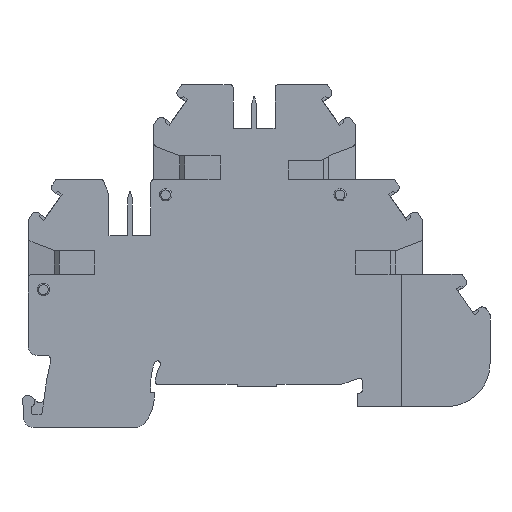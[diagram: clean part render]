
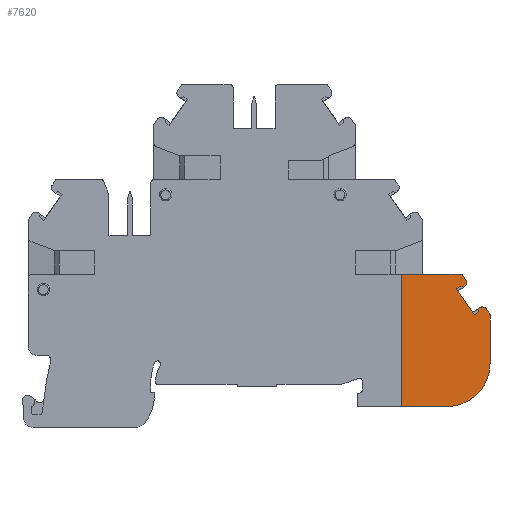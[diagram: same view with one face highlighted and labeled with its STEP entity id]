
A CAD part, front view. The second image highlights one B-rep face of the part: STEP entity #7620.
In plain terms, the highlighted planar face has unit normal (0, -1, 0).
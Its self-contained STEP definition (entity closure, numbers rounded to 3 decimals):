
#299=CIRCLE('',#8084,0.75);
#308=CIRCLE('',#8097,0.75);
#309=CIRCLE('',#8098,0.25);
#310=CIRCLE('',#8099,7.);
#311=CIRCLE('',#8100,0.25);
#312=CIRCLE('',#8101,0.75);
#1816=ORIENTED_EDGE('',*,*,#2670,.F.);
#1817=ORIENTED_EDGE('',*,*,#2639,.F.);
#1818=ORIENTED_EDGE('',*,*,#2645,.F.);
#1819=ORIENTED_EDGE('',*,*,#2671,.F.);
#1820=ORIENTED_EDGE('',*,*,#2672,.F.);
#1821=ORIENTED_EDGE('',*,*,#2643,.F.);
#1822=ORIENTED_EDGE('',*,*,#2673,.F.);
#1823=ORIENTED_EDGE('',*,*,#2674,.F.);
#1824=ORIENTED_EDGE('',*,*,#2675,.F.);
#1825=ORIENTED_EDGE('',*,*,#2676,.T.);
#1826=ORIENTED_EDGE('',*,*,#2677,.F.);
#1827=ORIENTED_EDGE('',*,*,#2678,.F.);
#1828=ORIENTED_EDGE('',*,*,#2679,.F.);
#1829=ORIENTED_EDGE('',*,*,#2680,.F.);
#1830=ORIENTED_EDGE('',*,*,#2681,.F.);
#1831=ORIENTED_EDGE('',*,*,#2682,.T.);
#1832=ORIENTED_EDGE('',*,*,#2683,.F.);
#1833=ORIENTED_EDGE('',*,*,#2648,.F.);
#1834=ORIENTED_EDGE('',*,*,#2684,.F.);
#1835=ORIENTED_EDGE('',*,*,#2685,.F.);
#1836=ORIENTED_EDGE('',*,*,#2686,.F.);
#2639=EDGE_CURVE('',#3201,#3199,#3790,.T.);
#2643=EDGE_CURVE('',#3205,#3203,#3794,.T.);
#2645=EDGE_CURVE('',#3206,#3201,#3796,.T.);
#2648=EDGE_CURVE('',#3208,#3210,#299,.T.);
#2670=EDGE_CURVE('',#3199,#3228,#3812,.T.);
#2671=EDGE_CURVE('',#3229,#3206,#3813,.T.);
#2672=EDGE_CURVE('',#3203,#3229,#3814,.T.);
#2673=EDGE_CURVE('',#3230,#3205,#3815,.T.);
#2674=EDGE_CURVE('',#3231,#3230,#308,.T.);
#2675=EDGE_CURVE('',#3232,#3231,#3816,.T.);
#2676=EDGE_CURVE('',#3232,#3233,#309,.F.);
#2677=EDGE_CURVE('',#3234,#3233,#3817,.T.);
#2678=EDGE_CURVE('',#3235,#3234,#3818,.T.);
#2679=EDGE_CURVE('',#3236,#3235,#3819,.T.);
#2680=EDGE_CURVE('',#3237,#3236,#310,.T.);
#2681=EDGE_CURVE('',#3238,#3237,#3820,.T.);
#2682=EDGE_CURVE('',#3238,#3239,#311,.F.);
#2683=EDGE_CURVE('',#3210,#3239,#3821,.T.);
#2684=EDGE_CURVE('',#3240,#3208,#312,.T.);
#2685=EDGE_CURVE('',#3241,#3240,#3822,.T.);
#2686=EDGE_CURVE('',#3228,#3241,#3823,.T.);
#3199=VERTEX_POINT('',#11216);
#3201=VERTEX_POINT('',#11220);
#3203=VERTEX_POINT('',#11225);
#3205=VERTEX_POINT('',#11229);
#3206=VERTEX_POINT('',#11233);
#3208=VERTEX_POINT('',#11239);
#3210=VERTEX_POINT('',#11242);
#3228=VERTEX_POINT('',#11286);
#3229=VERTEX_POINT('',#11288);
#3230=VERTEX_POINT('',#11291);
#3231=VERTEX_POINT('',#11293);
#3232=VERTEX_POINT('',#11295);
#3233=VERTEX_POINT('',#11297);
#3234=VERTEX_POINT('',#11299);
#3235=VERTEX_POINT('',#11301);
#3236=VERTEX_POINT('',#11303);
#3237=VERTEX_POINT('',#11305);
#3238=VERTEX_POINT('',#11307);
#3239=VERTEX_POINT('',#11309);
#3240=VERTEX_POINT('',#11312);
#3241=VERTEX_POINT('',#11314);
#3790=LINE('',#11221,#4386);
#3794=LINE('',#11230,#4390);
#3796=LINE('',#11235,#4392);
#3812=LINE('',#11285,#4408);
#3813=LINE('',#11287,#4409);
#3814=LINE('',#11289,#4410);
#3815=LINE('',#11290,#4411);
#3816=LINE('',#11294,#4412);
#3817=LINE('',#11298,#4413);
#3818=LINE('',#11300,#4414);
#3819=LINE('',#11302,#4415);
#3820=LINE('',#11306,#4416);
#3821=LINE('',#11310,#4417);
#3822=LINE('',#11313,#4418);
#3823=LINE('',#11315,#4419);
#4386=VECTOR('',#9545,1000.);
#4390=VECTOR('',#9551,1000.);
#4392=VECTOR('',#9555,1000.);
#4408=VECTOR('',#9599,1000.);
#4409=VECTOR('',#9600,1000.);
#4410=VECTOR('',#9601,1000.);
#4411=VECTOR('',#9602,1000.);
#4412=VECTOR('',#9605,1000.);
#4413=VECTOR('',#9608,1000.);
#4414=VECTOR('',#9609,1000.);
#4415=VECTOR('',#9610,1000.);
#4416=VECTOR('',#9613,1000.);
#4417=VECTOR('',#9616,1000.);
#4418=VECTOR('',#9619,1000.);
#4419=VECTOR('',#9620,1000.);
#4749=EDGE_LOOP('',(#1816,#1817,#1818,#1819,#1820,#1821,#1822,#1823,#1824,
#1825,#1826,#1827,#1828,#1829,#1830,#1831,#1832,#1833,#1834,#1835,#1836));
#5082=FACE_BOUND('',#4749,.T.);
#5286=PLANE('',#8096);
#7620=ADVANCED_FACE('',(#5082),#5286,.F.);
#8084=AXIS2_PLACEMENT_3D('',#11241,#9560,#9561);
#8096=AXIS2_PLACEMENT_3D('',#11284,#9597,#9598);
#8097=AXIS2_PLACEMENT_3D('',#11292,#9603,#9604);
#8098=AXIS2_PLACEMENT_3D('',#11296,#9606,#9607);
#8099=AXIS2_PLACEMENT_3D('',#11304,#9611,#9612);
#8100=AXIS2_PLACEMENT_3D('',#11308,#9614,#9615);
#8101=AXIS2_PLACEMENT_3D('',#11311,#9617,#9618);
#9545=DIRECTION('',(0.574,0.,-0.819));
#9551=DIRECTION('',(-0.966,0.,0.259));
#9555=DIRECTION('',(-0.819,0.,-0.574));
#9560=DIRECTION('',(0.,1.,0.));
#9561=DIRECTION('',(1.,0.,0.));
#9597=DIRECTION('',(0.,1.,0.));
#9598=DIRECTION('',(0.,0.,1.));
#9599=DIRECTION('',(0.819,0.,0.574));
#9600=DIRECTION('',(-0.966,0.,0.259));
#9601=DIRECTION('',(-0.819,0.,-0.574));
#9602=DIRECTION('',(-0.819,0.,-0.574));
#9603=DIRECTION('',(0.,1.,0.));
#9604=DIRECTION('',(-1.,0.,0.));
#9605=DIRECTION('',(0.574,0.,-0.819));
#9606=DIRECTION('',(0.,1.,0.));
#9607=DIRECTION('',(0.,0.,1.));
#9608=DIRECTION('',(1.,0.,0.));
#9609=DIRECTION('',(0.,0.,1.));
#9610=DIRECTION('',(-1.,0.,0.));
#9611=DIRECTION('',(0.,1.,0.));
#9612=DIRECTION('',(1.,0.,0.));
#9613=DIRECTION('',(0.,0.,-1.));
#9614=DIRECTION('',(0.,1.,0.));
#9615=DIRECTION('',(0.,0.,1.));
#9616=DIRECTION('',(0.574,0.,-0.819));
#9617=DIRECTION('',(0.,1.,0.));
#9618=DIRECTION('',(1.,0.,0.));
#9619=DIRECTION('',(0.819,0.,0.574));
#9620=DIRECTION('',(0.087,0.,0.996));
#11216=CARTESIAN_POINT('',(44.568,-3.01,-26.885));
#11220=CARTESIAN_POINT('',(41.588,-3.01,-22.63));
#11221=CARTESIAN_POINT('',(41.588,-3.01,-22.63));
#11225=CARTESIAN_POINT('',(42.748,-3.01,-22.36));
#11229=CARTESIAN_POINT('',(42.756,-3.01,-22.362));
#11230=CARTESIAN_POINT('',(42.756,-3.01,-22.362));
#11233=CARTESIAN_POINT('',(42.186,-3.01,-22.212));
#11235=CARTESIAN_POINT('',(42.188,-3.01,-22.21));
#11239=CARTESIAN_POINT('',(45.885,-3.01,-25.582));
#11241=CARTESIAN_POINT('',(45.89,-3.01,-26.332));
#11242=CARTESIAN_POINT('',(46.504,-3.01,-25.902));
#11284=CARTESIAN_POINT('',(42.563,-3.01,-21.581));
#11285=CARTESIAN_POINT('',(45.161,-3.01,-26.469));
#11286=CARTESIAN_POINT('',(45.161,-3.01,-26.469));
#11287=CARTESIAN_POINT('',(42.746,-3.01,-22.362));
#11288=CARTESIAN_POINT('',(42.746,-3.01,-22.362));
#11289=CARTESIAN_POINT('',(42.983,-3.01,-22.196));
#11290=CARTESIAN_POINT('',(42.993,-3.01,-22.196));
#11291=CARTESIAN_POINT('',(42.993,-3.01,-22.196));
#11292=CARTESIAN_POINT('',(42.563,-3.01,-21.581));
#11293=CARTESIAN_POINT('',(43.177,-3.01,-21.151));
#11294=CARTESIAN_POINT('',(42.546,-3.01,-20.25));
#11295=CARTESIAN_POINT('',(42.621,-3.01,-20.357));
#11296=CARTESIAN_POINT('',(42.416,-3.01,-20.5));
#11297=CARTESIAN_POINT('',(42.416,-3.01,-20.25));
#11298=CARTESIAN_POINT('',(32.635,-3.01,-20.25));
#11299=CARTESIAN_POINT('',(32.635,-3.01,-20.25));
#11300=CARTESIAN_POINT('',(32.635,-3.01,-20.25));
#11301=CARTESIAN_POINT('',(32.635,-3.01,-41.85));
#11302=CARTESIAN_POINT('',(40.135,-3.01,-41.85));
#11303=CARTESIAN_POINT('',(40.135,-3.01,-41.85));
#11304=CARTESIAN_POINT('',(40.135,-3.01,-34.85));
#11305=CARTESIAN_POINT('',(47.135,-3.01,-34.85));
#11306=CARTESIAN_POINT('',(47.135,-3.01,-26.803));
#11307=CARTESIAN_POINT('',(47.135,-3.01,-26.882));
#11308=CARTESIAN_POINT('',(46.885,-3.01,-26.882));
#11309=CARTESIAN_POINT('',(47.09,-3.01,-26.739));
#11310=CARTESIAN_POINT('',(47.135,-3.01,-26.803));
#11311=CARTESIAN_POINT('',(45.88,-3.01,-26.332));
#11312=CARTESIAN_POINT('',(45.449,-3.01,-25.718));
#11313=CARTESIAN_POINT('',(45.449,-3.01,-25.718));
#11314=CARTESIAN_POINT('',(45.212,-3.01,-25.884));
#11315=CARTESIAN_POINT('',(45.212,-3.01,-25.884));
